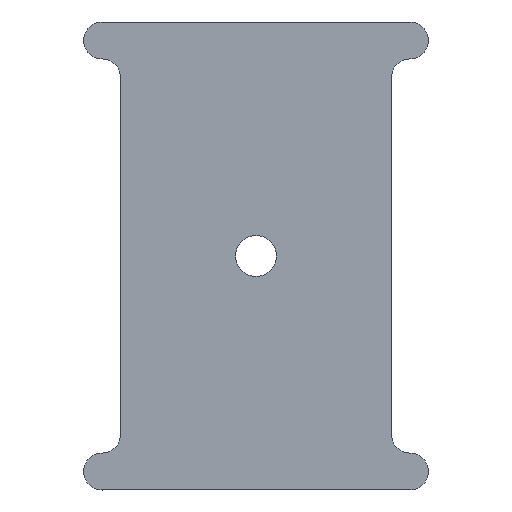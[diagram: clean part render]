
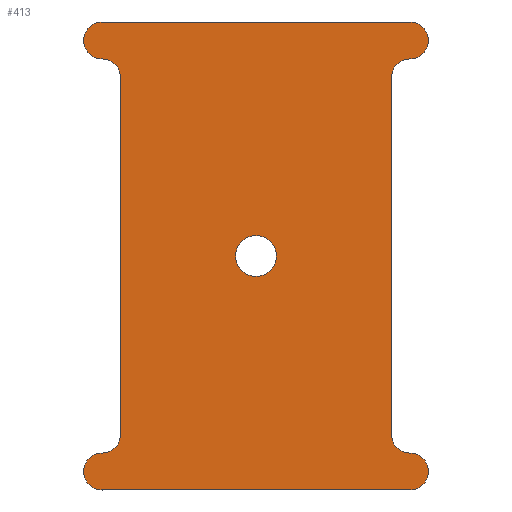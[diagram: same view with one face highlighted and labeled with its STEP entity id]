
A CAD part, top view. The second image highlights one B-rep face of the part: STEP entity #413.
In plain terms, the highlighted planar face has unit normal (0, 0, 1).
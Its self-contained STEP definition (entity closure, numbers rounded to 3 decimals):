
#34=FACE_BOUND('',#140,.T.);
#55=LINE('',#713,#83);
#56=LINE('',#715,#84);
#61=LINE('',#741,#89);
#62=LINE('',#742,#90);
#83=VECTOR('',#581,10.);
#84=VECTOR('',#584,10.);
#89=VECTOR('',#617,10.);
#90=VECTOR('',#618,10.);
#112=FACE_OUTER_BOUND('',#139,.T.);
#139=EDGE_LOOP('',(#359,#360,#361,#362,#363,#364,#365,#366,#367,#368,#369,
#370));
#140=EDGE_LOOP('',(#371));
#157=CIRCLE('',#451,1.5);
#158=CIRCLE('',#453,1.5);
#159=CIRCLE('',#455,1.5);
#160=CIRCLE('',#457,1.5);
#161=CIRCLE('',#459,1.5);
#162=CIRCLE('',#461,1.5);
#163=CIRCLE('',#463,1.5);
#164=CIRCLE('',#465,1.5);
#171=CIRCLE('',#479,1.666);
#190=VERTEX_POINT('',#669);
#191=VERTEX_POINT('',#670);
#192=VERTEX_POINT('',#676);
#193=VERTEX_POINT('',#681);
#194=VERTEX_POINT('',#683);
#195=VERTEX_POINT('',#687);
#196=VERTEX_POINT('',#692);
#197=VERTEX_POINT('',#694);
#198=VERTEX_POINT('',#698);
#199=VERTEX_POINT('',#702);
#200=VERTEX_POINT('',#703);
#201=VERTEX_POINT('',#709);
#208=VERTEX_POINT('',#735);
#227=EDGE_CURVE('',#190,#191,#157,.F.);
#232=EDGE_CURVE('',#191,#192,#158,.F.);
#235=EDGE_CURVE('',#194,#193,#159,.F.);
#237=EDGE_CURVE('',#195,#193,#160,.T.);
#241=EDGE_CURVE('',#197,#196,#161,.F.);
#243=EDGE_CURVE('',#198,#196,#162,.T.);
#245=EDGE_CURVE('',#199,#200,#163,.F.);
#250=EDGE_CURVE('',#200,#201,#164,.F.);
#251=EDGE_CURVE('',#190,#195,#55,.T.);
#252=EDGE_CURVE('',#199,#198,#56,.T.);
#262=EDGE_CURVE('',#208,#208,#171,.T.);
#264=EDGE_CURVE('',#192,#197,#61,.F.);
#265=EDGE_CURVE('',#201,#194,#62,.F.);
#359=ORIENTED_EDGE('',*,*,#264,.T.);
#360=ORIENTED_EDGE('',*,*,#241,.T.);
#361=ORIENTED_EDGE('',*,*,#243,.F.);
#362=ORIENTED_EDGE('',*,*,#252,.F.);
#363=ORIENTED_EDGE('',*,*,#245,.T.);
#364=ORIENTED_EDGE('',*,*,#250,.T.);
#365=ORIENTED_EDGE('',*,*,#265,.T.);
#366=ORIENTED_EDGE('',*,*,#235,.T.);
#367=ORIENTED_EDGE('',*,*,#237,.F.);
#368=ORIENTED_EDGE('',*,*,#251,.F.);
#369=ORIENTED_EDGE('',*,*,#227,.T.);
#370=ORIENTED_EDGE('',*,*,#232,.T.);
#371=ORIENTED_EDGE('',*,*,#262,.T.);
#389=PLANE('',#481);
#413=ADVANCED_FACE('',(#112,#34),#389,.F.);
#451=AXIS2_PLACEMENT_3D('',#671,#533,#534);
#453=AXIS2_PLACEMENT_3D('',#678,#541,#542);
#455=AXIS2_PLACEMENT_3D('',#684,#547,#548);
#457=AXIS2_PLACEMENT_3D('',#688,#552,#553);
#459=AXIS2_PLACEMENT_3D('',#695,#559,#560);
#461=AXIS2_PLACEMENT_3D('',#699,#564,#565);
#463=AXIS2_PLACEMENT_3D('',#704,#569,#570);
#465=AXIS2_PLACEMENT_3D('',#711,#577,#578);
#479=AXIS2_PLACEMENT_3D('',#737,#610,#611);
#481=AXIS2_PLACEMENT_3D('',#740,#615,#616);
#533=DIRECTION('center_axis',(0.,0.,1.));
#534=DIRECTION('ref_axis',(0.,-1.,0.));
#541=DIRECTION('center_axis',(0.,0.,-1.));
#542=DIRECTION('ref_axis',(1.,0.,0.));
#547=DIRECTION('center_axis',(0.,0.,-1.));
#548=DIRECTION('ref_axis',(1.,0.,0.));
#552=DIRECTION('center_axis',(0.,0.,1.));
#553=DIRECTION('ref_axis',(0.,-1.,0.));
#559=DIRECTION('center_axis',(0.,0.,-1.));
#560=DIRECTION('ref_axis',(-1.,0.,0.));
#564=DIRECTION('center_axis',(0.,0.,1.));
#565=DIRECTION('ref_axis',(0.,1.,0.));
#569=DIRECTION('center_axis',(0.,0.,1.));
#570=DIRECTION('ref_axis',(0.,1.,0.));
#577=DIRECTION('center_axis',(0.,0.,-1.));
#578=DIRECTION('ref_axis',(-1.,0.,0.));
#581=DIRECTION('',(1.,0.,0.));
#584=DIRECTION('',(-1.,0.,0.));
#610=DIRECTION('center_axis',(0.,0.,-1.));
#611=DIRECTION('ref_axis',(-1.,0.,0.));
#615=DIRECTION('center_axis',(0.,0.,-1.));
#616=DIRECTION('ref_axis',(-1.,0.,0.));
#617=DIRECTION('',(0.,1.,0.));
#618=DIRECTION('',(0.,-1.,0.));
#669=CARTESIAN_POINT('',(-14.5,11.,20.5));
#670=CARTESIAN_POINT('',(-16.,12.5,20.5));
#671=CARTESIAN_POINT('Origin',(-14.5,12.5,20.5));
#676=CARTESIAN_POINT('',(-19.,12.5,20.5));
#678=CARTESIAN_POINT('Origin',(-17.5,12.5,20.5));
#681=CARTESIAN_POINT('',(16.,12.5,20.5));
#683=CARTESIAN_POINT('',(19.,12.499,20.5));
#684=CARTESIAN_POINT('Origin',(17.5,12.499,20.5));
#687=CARTESIAN_POINT('',(14.5,11.,20.5));
#688=CARTESIAN_POINT('Origin',(14.5,12.5,20.5));
#692=CARTESIAN_POINT('',(-16.,-12.5,20.5));
#694=CARTESIAN_POINT('',(-19.,-12.5,20.5));
#695=CARTESIAN_POINT('Origin',(-17.5,-12.5,20.5));
#698=CARTESIAN_POINT('',(-14.5,-11.,20.5));
#699=CARTESIAN_POINT('Origin',(-14.5,-12.5,20.5));
#702=CARTESIAN_POINT('',(14.5,-11.,20.5));
#703=CARTESIAN_POINT('',(16.,-12.5,20.5));
#704=CARTESIAN_POINT('Origin',(14.5,-12.5,20.5));
#709=CARTESIAN_POINT('',(19.,-12.499,20.5));
#711=CARTESIAN_POINT('Origin',(17.5,-12.499,20.5));
#713=CARTESIAN_POINT('',(-6.25,11.,20.5));
#715=CARTESIAN_POINT('',(6.25,-11.,20.5));
#735=CARTESIAN_POINT('',(1.666,0.,20.5));
#737=CARTESIAN_POINT('Origin',(0.,0.,
20.5));
#740=CARTESIAN_POINT('Origin',(0.,0.,20.5));
#741=CARTESIAN_POINT('',(-19.,-4.5,20.5));
#742=CARTESIAN_POINT('',(19.,4.5,20.5));
